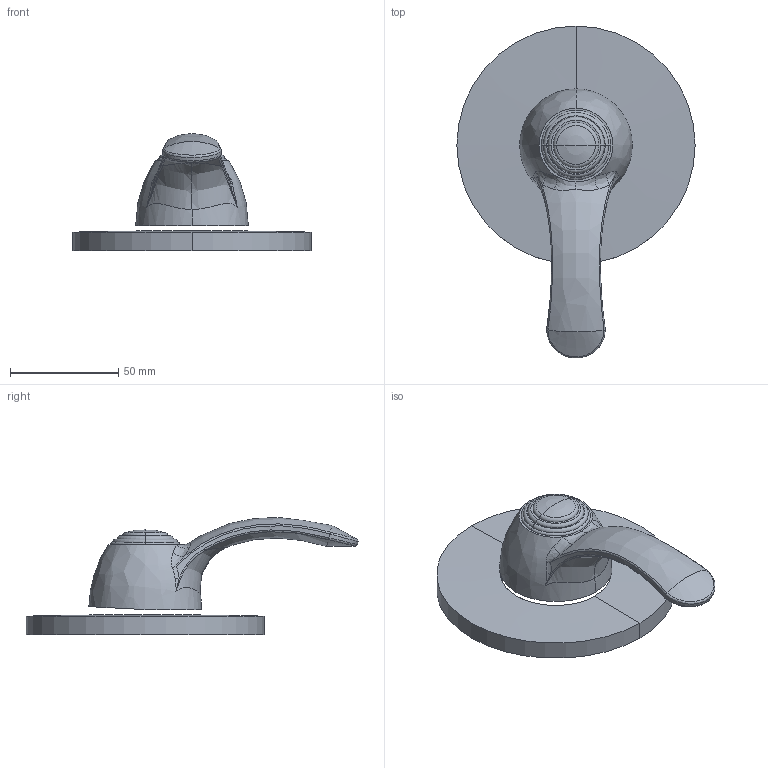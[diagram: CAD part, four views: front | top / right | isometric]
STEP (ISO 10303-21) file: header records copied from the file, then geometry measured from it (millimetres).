
FILE_DESCRIPTION((''),'2;1');
FILE_NAME('FA011CREST_ASM','2021-02-03T14:51:06',('stefano.gianpani'),('PAFFONI SpA'),'CREO PARAMETRIC BY PTC INC, 2020044','CREO PARAMETRIC BY PTC INC, 2020044','');
FILE_SCHEMA(('CONFIG_CONTROL_DESIGN','SHAPE_APPEARANCE_LAYERS_GROUPS'));
Length unit declared in the file: millimetre
Products named in the file (7): 4061052CR; 2041185GR; 2041539GR; 2092240_AF1; 1000231GR; 2092239_AF0; FA011CREST_ASM
Assembly tree (6 placements, depth 2):
  FA011CREST_ASM
    4061052CR
    2041185GR
    2041539GR
    2092240_AF1
    1000231GR
    2092239_AF0
Bounding box: 110 x 153.25 x 54.03 mm (x, y, z)
Volume: 56282.8 mm3; surface area: 45330 mm2
Topology: 6 solids, 7 shells, 226 faces, 560 edges, 353 vertices
Faces by surface type: plane 115, cylinder 38, bspline 31, torus 22, cone 16, sphere 4
Entity records: 11101 total; most frequent: CARTESIAN_POINT 3833, DIRECTION 1174, ORIENTED_EDGE 1108, PRESENTATION_STYLE_ASSIGNMENT 563, STYLED_ITEM 563, CURVE_STYLE 556, EDGE_CURVE 556, AXIS2_PLACEMENT_3D 462
